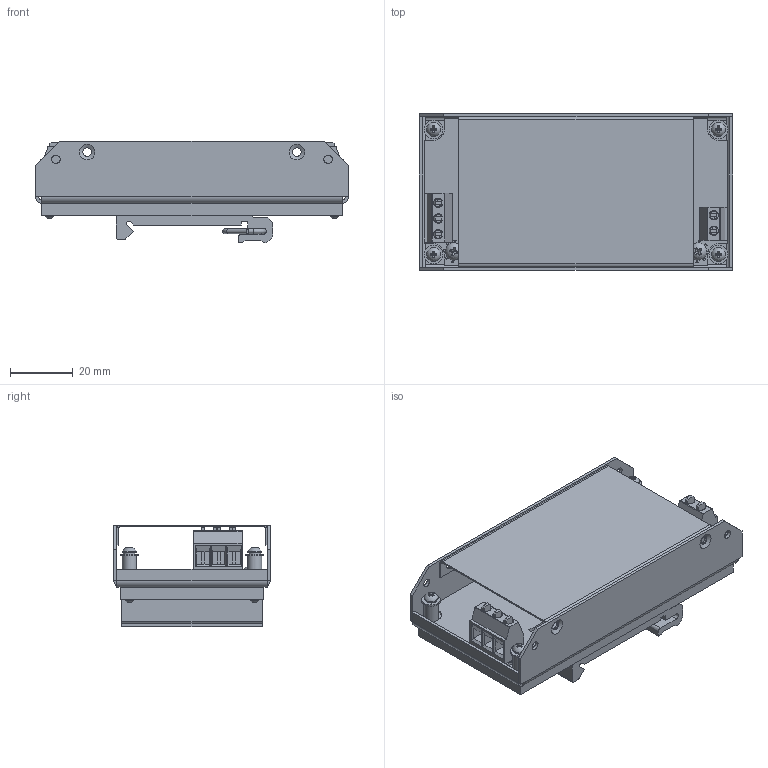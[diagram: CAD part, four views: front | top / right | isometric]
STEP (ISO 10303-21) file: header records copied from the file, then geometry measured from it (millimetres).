
FILE_DESCRIPTION(('STEP AP214'), '1');
FILE_NAME('ÁÊßÞ.436234.001 - Ìîäóëü ýëåêòðîïèòàíèÿ ÌÀÀ30', '', ('UNSPECIFIED'), ('UNSPECIFIED'), 'ASCON STEP Converter 1.6', 'ASCON Math Kernel', '');
FILE_SCHEMA(('AUTOMOTIVE_DESIGN { 1 0 10303 214 3 1 1}'));
Length unit declared in the file: millimetre
Products named in the file (26): 購葠.436234.001; 購葠.745322.581; 櫛ち.301314.014; 櫛ち.745322.042; 購葠.753124.001; 櫛ち.713111.007; 櫛ち.757538.023; 櫛ち.741124.014; 櫛ち.301629.001; 櫛ち.741565.005; 櫛ち.753652.001
Assembly tree (38 placements, depth 4):
  購葠.436234.001
    購葠.745322.581
    櫛ち.301314.014
      櫛ち.745322.042
      購葠.753124.001  x2
      櫛ち.713111.007
      櫛ち.713111.007
      櫛ち.713111.007
      櫛ち.713111.007
      櫛ち.757538.023
    (unnamed)
      (unnamed)
      (unnamed)
        (unnamed)
        (unnamed)
      (unnamed)
    (unnamed)  x2
    櫛ち.741124.014
    (unnamed)  x4
    (unnamed)  x4
    (unnamed)  x4
    櫛ち.301629.001
      櫛ち.741565.005
      櫛ち.753652.001
    (unnamed)  x2
    (unnamed)  x2
Bounding box: 100 x 50 x 32.5 mm (x, y, z)
Volume: 46467.4 mm3; surface area: 66179.8 mm2
Topology: 38 solids, 38 shells, 765 faces, 1818 edges, 1173 vertices
Faces by surface type: plane 557, cylinder 162, cone 35, sphere 6, torus 5
Full cylindrical faces by diameter (mm): 1.5 x6, 2.013 x4, 2.459 x5, 2.5 x9, 2.7 x16, 2.8 x2, 2.9 x4, 3 x7, 3.2 x2, 3.242 x2, 3.8 x10, 4 x7, 4.2 x6, 4.5 x4, 4.6 x4, 5.5 x2, 6 x4, 7.4 x2
Entity records: 21938 total; most frequent: DIRECTION 2741, CARTESIAN_POINT 2678, ORIENTED_EDGE 2436, EDGE_CURVE 1218, AXIS2_PLACEMENT_3D 926, LINE 889, VECTOR 889, VERTEX_POINT 845
